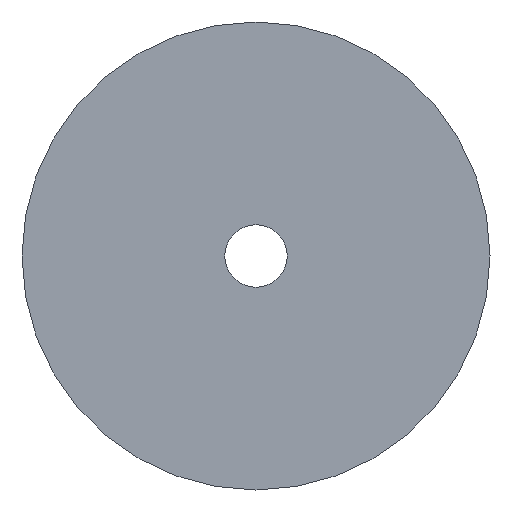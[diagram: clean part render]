
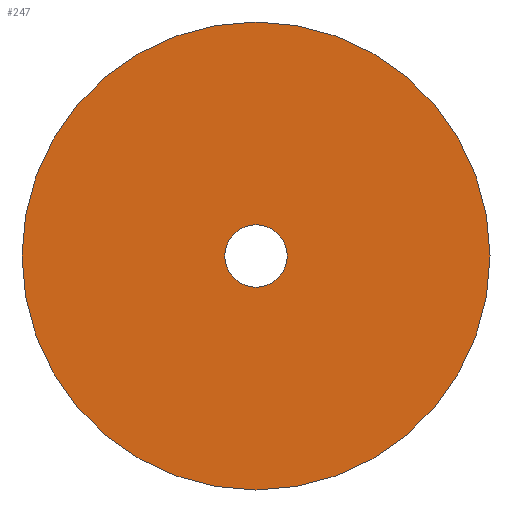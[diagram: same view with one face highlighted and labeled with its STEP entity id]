
A CAD part, left-side view. The second image highlights one B-rep face of the part: STEP entity #247.
In plain terms, the highlighted planar face has unit normal (-1, 0, 0).
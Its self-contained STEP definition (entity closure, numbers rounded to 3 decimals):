
#4 = DIRECTION ( 'NONE',  ( 1., 0., 0. ) ) ;
#20 = CIRCLE ( 'NONE', #124, 37.5 ) ;
#21 = ORIENTED_EDGE ( 'NONE', *, *, #57, .F. ) ;
#22 = VERTEX_POINT ( 'NONE', #101 ) ;
#24 = ORIENTED_EDGE ( 'NONE', *, *, #230, .F. ) ;
#26 = EDGE_CURVE ( 'NONE', #22, #170, #249, .T. ) ;
#38 = DIRECTION ( 'NONE',  ( 0., 0., -1. ) ) ;
#44 = DIRECTION ( 'NONE',  ( 0., 0., -1. ) ) ;
#45 = CARTESIAN_POINT ( 'NONE',  ( 0., 0., 5. ) ) ;
#46 = DIRECTION ( 'NONE',  ( 0., 0., 1. ) ) ;
#57 = EDGE_CURVE ( 'NONE', #61, #191, #245, .T. ) ;
#61 = VERTEX_POINT ( 'NONE', #45 ) ;
#62 = DIRECTION ( 'NONE',  ( -1., 0., 0. ) ) ;
#76 = DIRECTION ( 'NONE',  ( 1., 0., 0. ) ) ;
#83 = CARTESIAN_POINT ( 'NONE',  ( 0., 0., 0. ) ) ;
#97 = EDGE_LOOP ( 'NONE', ( #219, #154 ) ) ;
#101 = CARTESIAN_POINT ( 'NONE',  ( 0., 0., -37.5 ) ) ;
#107 = AXIS2_PLACEMENT_3D ( 'NONE', #228, #76, #38 ) ;
#108 = DIRECTION ( 'NONE',  ( -1., 0., 0. ) ) ;
#110 = CIRCLE ( 'NONE', #137, 5. ) ;
#124 = AXIS2_PLACEMENT_3D ( 'NONE', #238, #157, #177 ) ;
#137 = AXIS2_PLACEMENT_3D ( 'NONE', #161, #108, #240 ) ;
#143 = CARTESIAN_POINT ( 'NONE',  ( 0., 0., 37.5 ) ) ;
#147 = AXIS2_PLACEMENT_3D ( 'NONE', #237, #4, #44 ) ;
#154 = ORIENTED_EDGE ( 'NONE', *, *, #26, .F. ) ;
#157 = DIRECTION ( 'NONE',  ( 1., 0., 0. ) ) ;
#161 = CARTESIAN_POINT ( 'NONE',  ( 0., 0., 0. ) ) ;
#170 = VERTEX_POINT ( 'NONE', #143 ) ;
#177 = DIRECTION ( 'NONE',  ( 0., 0., -1. ) ) ;
#179 = FACE_BOUND ( 'NONE', #231, .T. ) ;
#191 = VERTEX_POINT ( 'NONE', #225 ) ;
#203 = AXIS2_PLACEMENT_3D ( 'NONE', #83, #62, #46 ) ;
#205 = EDGE_CURVE ( 'NONE', #170, #22, #20, .T. ) ;
#208 = PLANE ( 'NONE',  #107 ) ;
#219 = ORIENTED_EDGE ( 'NONE', *, *, #205, .F. ) ;
#225 = CARTESIAN_POINT ( 'NONE',  ( 0., 0., -5. ) ) ;
#227 = FACE_OUTER_BOUND ( 'NONE', #97, .T. ) ;
#228 = CARTESIAN_POINT ( 'NONE',  ( 0., 0., 0. ) ) ;
#230 = EDGE_CURVE ( 'NONE', #191, #61, #110, .T. ) ;
#231 = EDGE_LOOP ( 'NONE', ( #21, #24 ) ) ;
#237 = CARTESIAN_POINT ( 'NONE',  ( 0., 0., 0. ) ) ;
#238 = CARTESIAN_POINT ( 'NONE',  ( 0., 0., 0. ) ) ;
#240 = DIRECTION ( 'NONE',  ( 0., 0., 1. ) ) ;
#245 = CIRCLE ( 'NONE', #203, 5. ) ;
#247 = ADVANCED_FACE ( 'NONE', ( #179, #227 ), #208, .F. ) ;
#249 = CIRCLE ( 'NONE', #147, 37.5 ) ;
